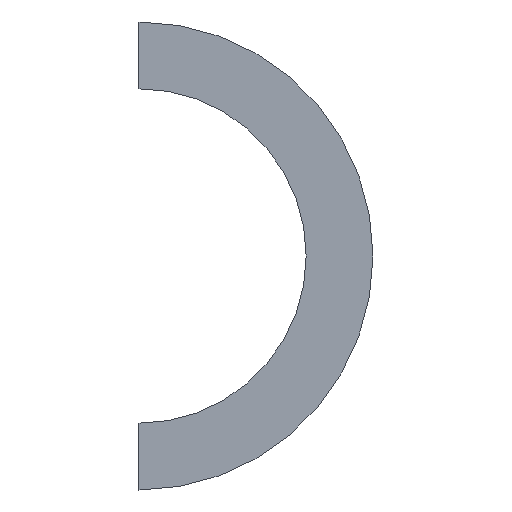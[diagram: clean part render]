
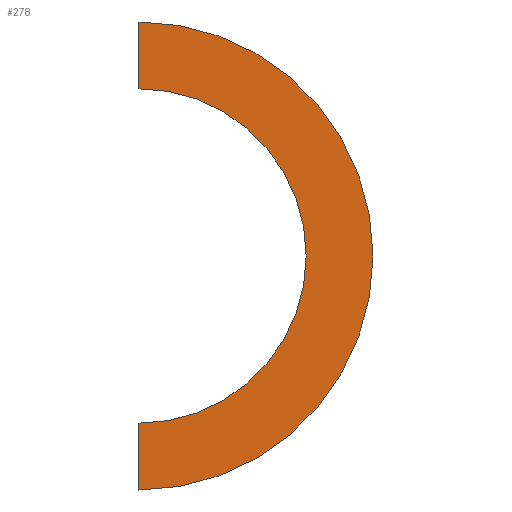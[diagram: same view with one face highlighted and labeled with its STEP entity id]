
A CAD part, front view. The second image highlights one B-rep face of the part: STEP entity #278.
In plain terms, the highlighted planar face has unit normal (0, -1, 0).
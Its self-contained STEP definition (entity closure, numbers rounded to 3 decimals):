
#5=DIRECTION('',(0.,0.,-1.));
#6=VECTOR('',#5,10.);
#7=CARTESIAN_POINT('',(0.,-8.5,35.));
#8=LINE('',#7,#6);
#66=CARTESIAN_POINT('',(0.,-8.5,0.));
#67=DIRECTION('',(0.,1.,0.));
#68=DIRECTION('',(0.,0.,1.));
#69=AXIS2_PLACEMENT_3D('',#66,#67,#68);
#71=CARTESIAN_POINT('',(0.,-8.5,0.));
#72=DIRECTION('',(0.,1.,0.));
#73=DIRECTION('',(0.,0.,1.));
#74=AXIS2_PLACEMENT_3D('',#71,#72,#73);
#107=DIRECTION('',(0.,0.,1.));
#108=VECTOR('',#107,10.);
#109=CARTESIAN_POINT('',(0.,-8.5,-35.));
#110=LINE('',#109,#108);
#112=CARTESIAN_POINT('',(0.,-8.5,35.));
#114=VERTEX_POINT('',#112);
#115=CARTESIAN_POINT('',(0.,-8.5,25.));
#116=VERTEX_POINT('',#115);
#128=CARTESIAN_POINT('',(0.,-8.5,-35.));
#130=VERTEX_POINT('',#128);
#131=CARTESIAN_POINT('',(0.,-8.5,-25.));
#132=VERTEX_POINT('',#131);
#266=CARTESIAN_POINT('',(0.,-8.5,0.));
#267=DIRECTION('',(0.,1.,0.));
#268=DIRECTION('',(0.,0.,-1.));
#269=AXIS2_PLACEMENT_3D('',#266,#267,#268);
#270=PLANE('',#269);
#271=ORIENTED_EDGE('',*,*,#150,.F.);
#272=ORIENTED_EDGE('',*,*,#177,.T.);
#274=ORIENTED_EDGE('',*,*,#273,.T.);
#275=ORIENTED_EDGE('',*,*,#258,.F.);
#276=EDGE_LOOP('',(#271,#272,#274,#275));
#277=FACE_OUTER_BOUND('',#276,.F.);
#278=ADVANCED_FACE('',(#277),#270,.F.);
#70=CIRCLE('',#69,25.);
#75=CIRCLE('',#74,35.);
#150=EDGE_CURVE('',#114,#116,#8,.T.);
#177=EDGE_CURVE('',#114,#130,#75,.T.);
#258=EDGE_CURVE('',#116,#132,#70,.T.);
#273=EDGE_CURVE('',#130,#132,#110,.T.);
